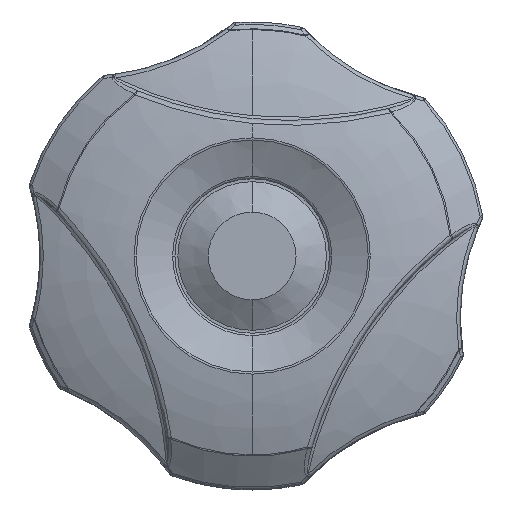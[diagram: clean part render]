
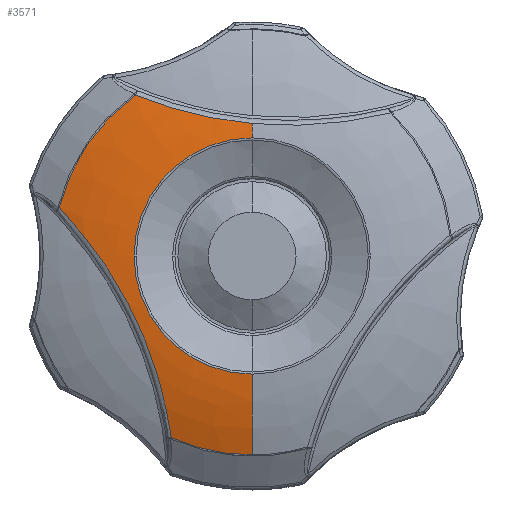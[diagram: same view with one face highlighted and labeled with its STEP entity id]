
A CAD part, left-side view. The second image highlights one B-rep face of the part: STEP entity #3571.
In plain terms, the highlighted toroidal (fillet/blend) face has major radius 6.511 mm and minor radius 30.6 mm.
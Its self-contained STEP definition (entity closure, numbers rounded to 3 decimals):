
#140 = CARTESIAN_POINT ( 'NONE',  ( -21.424, 0., 11.318 ) ) ;
#162 = CARTESIAN_POINT ( 'NONE',  ( -21.593, 0., -10.093 ) ) ;
#206 = CARTESIAN_POINT ( 'NONE',  ( -20.796, 6.794, 12.626 ) ) ;
#279 = EDGE_CURVE ( 'NONE', #7117, #4376, #15035, .T. ) ;
#349 = CARTESIAN_POINT ( 'NONE',  ( -20.208, 9.217, 13.441 ) ) ;
#359 = EDGE_CURVE ( 'NONE', #12890, #5655, #13466, .T. ) ;
#372 = CARTESIAN_POINT ( 'NONE',  ( 8.796, 0., 6.511 ) ) ;
#427 = CIRCLE ( 'NONE', #12501, 17.001 ) ;
#576 = CARTESIAN_POINT ( 'NONE',  ( 8.796, 0., -6.511 ) ) ;
#645 = ORIENTED_EDGE ( 'NONE', *, *, #9082, .F. ) ;
#1329 = CARTESIAN_POINT ( 'NONE',  ( 8.796, 0., 0. ) ) ;
#1457 = CARTESIAN_POINT ( 'NONE',  ( -21.377, 1.728, 11.512 ) ) ;
#1540 = CARTESIAN_POINT ( 'NONE',  ( -21.174, 4.297, 11.98 ) ) ;
#1924 = VERTEX_POINT ( 'NONE', #13123 ) ;
#2145 = CARTESIAN_POINT ( 'NONE',  ( -19.949, 16.495, 4.114 ) ) ;
#2355 = DIRECTION ( 'NONE',  ( 0., 0., -1. ) ) ;
#2570 = AXIS2_PLACEMENT_3D ( 'NONE', #372, #10204, #15060 ) ;
#2577 = CARTESIAN_POINT ( 'NONE',  ( -19.949, 9.994, 13.753 ) ) ;
#2715 = AXIS2_PLACEMENT_3D ( 'NONE', #576, #10345, #14080 ) ;
#2752 = CARTESIAN_POINT ( 'NONE',  ( -21.406, 9.361, -6.626 ) ) ;
#2822 = ORIENTED_EDGE ( 'NONE', *, *, #11085, .T. ) ;
#3034 = CARTESIAN_POINT ( 'NONE',  ( -21.593, 0., 0. ) ) ;
#3243 = CIRCLE ( 'NONE', #2715, 30.6 ) ;
#3571 = ADVANCED_FACE ( 'NONE', ( #15050 ), #5794, .T. ) ;
#3692 = EDGE_CURVE ( 'NONE', #11023, #1924, #12514, .T. ) ;
#3706 = ORIENTED_EDGE ( 'NONE', *, *, #5640, .T. ) ;
#3844 = CARTESIAN_POINT ( 'NONE',  ( -19.949, 0., -17.001 ) ) ;
#3888 = CARTESIAN_POINT ( 'NONE',  ( -20.462, 15.261, 2.784 ) ) ;
#3981 = CARTESIAN_POINT ( 'NONE',  ( -21.593, 10.093, 0. ) ) ;
#4030 = CIRCLE ( 'NONE', #11512, 10.093 ) ;
#4169 = ORIENTED_EDGE ( 'NONE', *, *, #14480, .T. ) ;
#4264 = ORIENTED_EDGE ( 'NONE', *, *, #279, .T. ) ;
#4376 = VERTEX_POINT ( 'NONE', #3981 ) ;
#4792 = CARTESIAN_POINT ( 'NONE',  ( -21.593, 0., 0. ) ) ;
#5166 = CARTESIAN_POINT ( 'NONE',  ( -21.225, 12.446, -0.901 ) ) ;
#5236 = CARTESIAN_POINT ( 'NONE',  ( -19.949, 6.914, -15.532 ) ) ;
#5439 = CIRCLE ( 'NONE', #2570, 30.6 ) ;
#5640 = EDGE_CURVE ( 'NONE', #12890, #7117, #3243, .T. ) ;
#5655 = VERTEX_POINT ( 'NONE', #9285 ) ;
#5776 = DIRECTION ( 'NONE',  ( 0., -1., 0. ) ) ;
#5794 = TOROIDAL_SURFACE ( 'NONE', #13499, 6.511, 30.6 ) ;
#6012 = EDGE_CURVE ( 'NONE', #4376, #10739, #4030, .T. ) ;
#6186 = B_SPLINE_CURVE_WITH_KNOTS ( 'NONE', 3,
 ( #6295, #12510, #3888, #6456, #9048, #5166, #11468, #11564, #7824, #15127, #2752, #13935, #8977, #10049, #11396, #7755, #14973, #5236 ),
 .UNSPECIFIED., .F., .F.,
 ( 4, 2, 2, 2, 2, 2, 2, 2, 4 ),
 ( 0., 0.003, 0.006, 0.008, 0.011, 0.014, 0.017, 0.02, 0.023 ),
 .UNSPECIFIED. ) ;
#6295 = CARTESIAN_POINT ( 'NONE',  ( -19.949, 16.495, 4.114 ) ) ;
#6374 = CARTESIAN_POINT ( 'NONE',  ( -21.411, 0.863, 11.398 ) ) ;
#6456 = CARTESIAN_POINT ( 'NONE',  ( -20.846, 14.087, 1.364 ) ) ;
#6767 = ORIENTED_EDGE ( 'NONE', *, *, #6012, .T. ) ;
#7117 = VERTEX_POINT ( 'NONE', #162 ) ;
#7452 = DIRECTION ( 'NONE',  ( -1., 0., 0. ) ) ;
#7609 = ORIENTED_EDGE ( 'NONE', *, *, #3692, .T. ) ;
#7755 = CARTESIAN_POINT ( 'NONE',  ( -20.463, 7.203, -13.735 ) ) ;
#7824 = CARTESIAN_POINT ( 'NONE',  ( -21.429, 10.555, -4.096 ) ) ;
#8066 = AXIS2_PLACEMENT_3D ( 'NONE', #8250, #10675, #10599 ) ;
#8250 = CARTESIAN_POINT ( 'NONE',  ( -19.949, 0., 0. ) ) ;
#8509 = DIRECTION ( 'NONE',  ( -1., 0., 0. ) ) ;
#8643 = CARTESIAN_POINT ( 'NONE',  ( -20.429, 8.417, 13.15 ) ) ;
#8977 = CARTESIAN_POINT ( 'NONE',  ( -21.224, 8.369, -9.265 ) ) ;
#9048 = CARTESIAN_POINT ( 'NONE',  ( -20.997, 13.518, 0.62 ) ) ;
#9082 = EDGE_CURVE ( 'NONE', #11023, #10739, #5439, .T. ) ;
#9285 = CARTESIAN_POINT ( 'NONE',  ( -19.949, 6.914, -15.532 ) ) ;
#9760 = DIRECTION ( 'NONE',  ( 1., 0., 0. ) ) ;
#10049 = CARTESIAN_POINT ( 'NONE',  ( -20.996, 7.831, -11.044 ) ) ;
#10204 = DIRECTION ( 'NONE',  ( 0., -1., 0. ) ) ;
#10345 = DIRECTION ( 'NONE',  ( 0., 1., 0. ) ) ;
#10599 = DIRECTION ( 'NONE',  ( 0., -1., 0. ) ) ;
#10675 = DIRECTION ( 'NONE',  ( 1., 0., 0. ) ) ;
#10714 = DIRECTION ( 'NONE',  ( 1., 0., 0. ) ) ;
#10739 = VERTEX_POINT ( 'NONE', #14991 ) ;
#11023 = VERTEX_POINT ( 'NONE', #140 ) ;
#11085 = EDGE_CURVE ( 'NONE', #14315, #5655, #6186, .T. ) ;
#11095 = CARTESIAN_POINT ( 'NONE',  ( -21.259, 3.448, 11.803 ) ) ;
#11383 = CARTESIAN_POINT ( 'NONE',  ( -21.424, 0., 11.318 ) ) ;
#11396 = CARTESIAN_POINT ( 'NONE',  ( -20.846, 7.598, -11.939 ) ) ;
#11468 = CARTESIAN_POINT ( 'NONE',  ( -21.304, 11.942, -1.681 ) ) ;
#11512 = AXIS2_PLACEMENT_3D ( 'NONE', #4792, #9760, #5776 ) ;
#11564 = CARTESIAN_POINT ( 'NONE',  ( -21.405, 10.996, -3.279 ) ) ;
#11594 = DIRECTION ( 'NONE',  ( 0., -1., 0. ) ) ;
#12173 = EDGE_LOOP ( 'NONE', ( #12363, #3706, #4264, #6767, #645, #7609, #4169, #2822 ) ) ;
#12363 = ORIENTED_EDGE ( 'NONE', *, *, #359, .F. ) ;
#12501 = AXIS2_PLACEMENT_3D ( 'NONE', #14425, #8509, #2355 ) ;
#12510 = CARTESIAN_POINT ( 'NONE',  ( -20.229, 15.869, 3.464 ) ) ;
#12514 = B_SPLINE_CURVE_WITH_KNOTS ( 'NONE', 3,
 ( #11383, #6374, #1457, #11095, #1540, #14658, #206, #8643, #349, #2577 ),
 .UNSPECIFIED., .F., .F.,
 ( 4, 2, 2, 2, 4 ),
 ( 0.012, 0.015, 0.017, 0.02, 0.023 ),
 .UNSPECIFIED. ) ;
#12756 = AXIS2_PLACEMENT_3D ( 'NONE', #3034, #10714, #11594 ) ;
#12890 = VERTEX_POINT ( 'NONE', #3844 ) ;
#13123 = CARTESIAN_POINT ( 'NONE',  ( -19.949, 9.994, 13.753 ) ) ;
#13466 = CIRCLE ( 'NONE', #8066, 17.001 ) ;
#13499 = AXIS2_PLACEMENT_3D ( 'NONE', #1329, #7452, #14833 ) ;
#13935 = CARTESIAN_POINT ( 'NONE',  ( -21.304, 8.676, -8.378 ) ) ;
#14080 = DIRECTION ( 'NONE',  ( 0., 0., 1. ) ) ;
#14315 = VERTEX_POINT ( 'NONE', #2145 ) ;
#14425 = CARTESIAN_POINT ( 'NONE',  ( -19.949, 0., 0. ) ) ;
#14480 = EDGE_CURVE ( 'NONE', #1924, #14315, #427, .T. ) ;
#14658 = CARTESIAN_POINT ( 'NONE',  ( -20.943, 5.97, 12.391 ) ) ;
#14833 = DIRECTION ( 'NONE',  ( 0., 0., 1. ) ) ;
#14973 = CARTESIAN_POINT ( 'NONE',  ( -20.228, 7.04, -14.638 ) ) ;
#14991 = CARTESIAN_POINT ( 'NONE',  ( -21.593, 0., 10.093 ) ) ;
#15035 = CIRCLE ( 'NONE', #12756, 10.093 ) ;
#15050 = FACE_OUTER_BOUND ( 'NONE', #12173, .T. ) ;
#15060 = DIRECTION ( 'NONE',  ( 1., 0., 0. ) ) ;
#15127 = CARTESIAN_POINT ( 'NONE',  ( -21.43, 9.737, -5.77 ) ) ;
